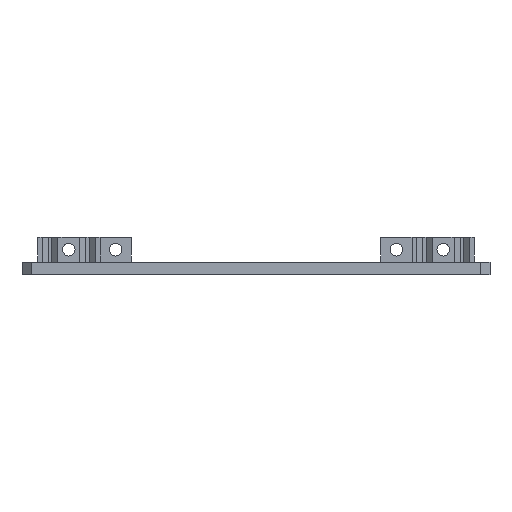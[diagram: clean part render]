
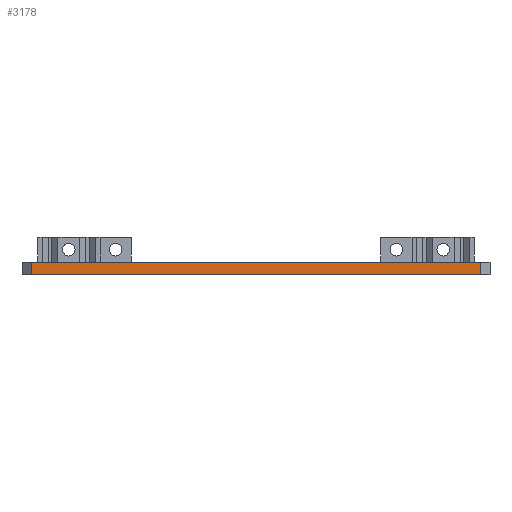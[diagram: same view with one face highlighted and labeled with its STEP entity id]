
A CAD part, front view. The second image highlights one B-rep face of the part: STEP entity #3178.
In plain terms, the highlighted planar face has unit normal (0, -1, 0).
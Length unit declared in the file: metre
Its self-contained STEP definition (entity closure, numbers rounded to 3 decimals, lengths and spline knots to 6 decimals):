
#674=ORIENTED_EDGE('',*,*,#952,.T.);
#675=ORIENTED_EDGE('',*,*,#1258,.T.);
#676=ORIENTED_EDGE('',*,*,#1034,.F.);
#677=ORIENTED_EDGE('',*,*,#1257,.T.);
#952=EDGE_CURVE('',#1389,#1388,#1680,.T.);
#1034=EDGE_CURVE('',#1470,#1471,#1762,.T.);
#1257=EDGE_CURVE('',#1470,#1389,#1973,.T.);
#1258=EDGE_CURVE('',#1388,#1471,#1974,.T.);
#1388=VERTEX_POINT('',#4283);
#1389=VERTEX_POINT('',#4285);
#1470=VERTEX_POINT('',#4448);
#1471=VERTEX_POINT('',#4450);
#1680=LINE('',#4284,#2092);
#1762=LINE('',#4449,#2174);
#1973=LINE('',#4906,#2385);
#1974=LINE('',#4908,#2386);
#2092=VECTOR('',#3471,1.);
#2174=VECTOR('',#3555,1.);
#2385=VECTOR('',#3960,1.);
#2386=VECTOR('',#3963,1.);
#2628=EDGE_LOOP('',(#674,#675,#676,#677));
#2850=FACE_BOUND('',#2628,.T.);
#3024=PLANE('',#3373);
#3178=ADVANCED_FACE('',(#2850),#3024,.F.);
#3373=AXIS2_PLACEMENT_3D('',#5014,#4066,#4067);
#3471=DIRECTION('',(-1.,0.,0.));
#3555=DIRECTION('',(-1.,0.,0.));
#3960=DIRECTION('',(0.,0.,1.));
#3963=DIRECTION('',(0.,0.,-1.));
#4066=DIRECTION('',(0.,1.,0.));
#4067=DIRECTION('',(0.,0.,1.));
#4283=CARTESIAN_POINT('',(-0.072,-0.075,0.002));
#4284=CARTESIAN_POINT('',(0.,-0.075,0.002));
#4285=CARTESIAN_POINT('',(0.072,-0.075,0.002));
#4448=CARTESIAN_POINT('',(0.072,-0.075,-0.002));
#4449=CARTESIAN_POINT('',(0.,-0.075,-0.002));
#4450=CARTESIAN_POINT('',(-0.072,-0.075,-0.002));
#4906=CARTESIAN_POINT('',(0.072,-0.075,0.002));
#4908=CARTESIAN_POINT('',(-0.072,-0.075,-0.002));
#5014=CARTESIAN_POINT('',(0.,-0.075,-0.002));
